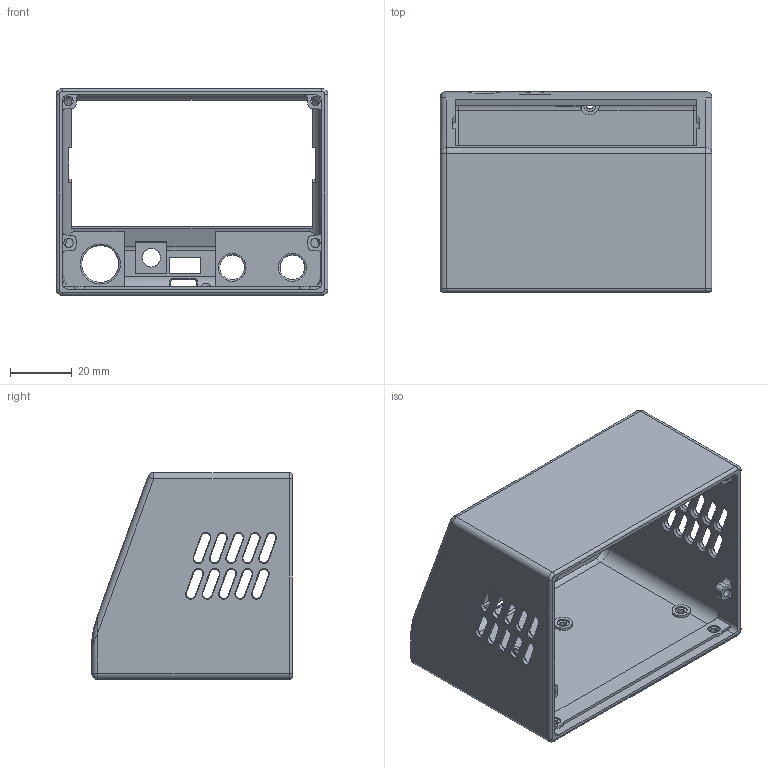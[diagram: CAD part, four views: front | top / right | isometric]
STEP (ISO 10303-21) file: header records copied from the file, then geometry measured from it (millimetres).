
FILE_DESCRIPTION(('FreeCAD Model'),'2;1');
FILE_NAME('Open CASCADE Shape Model','2025-08-29T10:08:29',(''),(''), 'Open CASCADE STEP processor 7.8','FreeCAD','Unknown');
FILE_SCHEMA(('AUTOMOTIVE_DESIGN { 1 0 10303 214 1 1 1 1 }'));
Length unit declared in the file: millimetre
Products named in the file (1): Main
Bounding box: 88 x 65 x 67 mm (x, y, z)
Volume: 38918.4 mm3; surface area: 38286.8 mm2
Topology: 1 solids, 1 shells, 471 faces, 1159 edges, 690 vertices
Faces by surface type: plane 173, cylinder 166, torus 56, cone 54, bspline 12, sphere 10
Full cylindrical faces by diameter (mm): 2.25 x7, 3 x4, 4 x7, 6 x4, 8 x2, 12 x1
Entity records: 15376 total; most frequent: CARTESIAN_POINT 4008, DIRECTION 2496, ORIENTED_EDGE 2294, EDGE_CURVE 1147, AXIS2_PLACEMENT_3D 943, VERTEX_POINT 690, LINE 610, VECTOR 610
